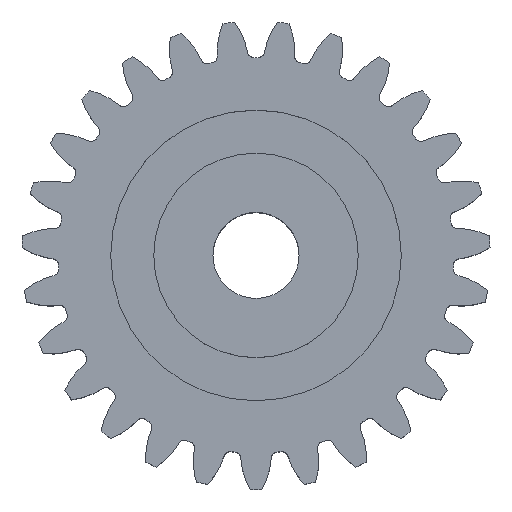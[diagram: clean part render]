
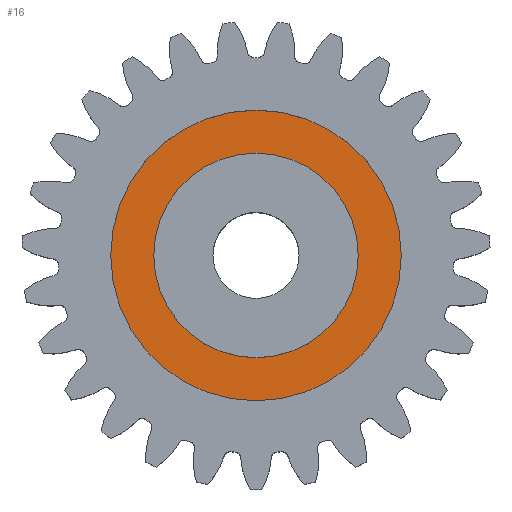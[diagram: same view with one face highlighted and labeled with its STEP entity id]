
A CAD part, top view. The second image highlights one B-rep face of the part: STEP entity #16.
In plain terms, the highlighted planar face has unit normal (0, 0, 1).
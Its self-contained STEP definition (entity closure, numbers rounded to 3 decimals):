
#13 = EDGE_CURVE ( 'NONE', #198, #265, #1826, .T. ) ;
#16 = ADVANCED_FACE ( 'NONE', ( #1877, #1875 ), #1869, .F. ) ;
#32 = ORIENTED_EDGE ( 'NONE', *, *, #267, .T. ) ;
#33 = ORIENTED_EDGE ( 'NONE', *, *, #199, .F. ) ;
#35 = ORIENTED_EDGE ( 'NONE', *, *, #13, .F. ) ;
#74 = ORIENTED_EDGE ( 'NONE', *, *, #76, .T. ) ;
#75 = EDGE_LOOP ( 'NONE', ( #35, #33 ) ) ;
#76 = EDGE_CURVE ( 'NONE', #260, #268, #1751, .T. ) ;
#77 = EDGE_LOOP ( 'NONE', ( #32, #74 ) ) ;
#198 = VERTEX_POINT ( 'NONE', #2137 ) ;
#199 = EDGE_CURVE ( 'NONE', #265, #198, #2143, .T. ) ;
#260 = VERTEX_POINT ( 'NONE', #2398 ) ;
#265 = VERTEX_POINT ( 'NONE', #2413 ) ;
#267 = EDGE_CURVE ( 'NONE', #268, #260, #2450, .T. ) ;
#268 = VERTEX_POINT ( 'NONE', #2445 ) ;
#1748 = DIRECTION ( 'NONE',  ( -1., 0., 0. ) ) ;
#1749 = DIRECTION ( 'NONE',  ( 0., 0., -1. ) ) ;
#1750 = AXIS2_PLACEMENT_3D ( 'NONE', #1918, #1749, #1748 ) ;
#1751 = CIRCLE ( 'NONE', #1750, 9.5 ) ;
#1826 = CIRCLE ( 'NONE', #1878, 13.5 ) ;
#1864 = DIRECTION ( 'NONE',  ( -1., 0., 0. ) ) ;
#1865 = DIRECTION ( 'NONE',  ( 0., 0., -1. ) ) ;
#1869 = PLANE ( 'NONE',  #1876 ) ;
#1870 = DIRECTION ( 'NONE',  ( -1., 0., 0. ) ) ;
#1871 = DIRECTION ( 'NONE',  ( 0., 0., -1. ) ) ;
#1872 = CARTESIAN_POINT ( 'NONE',  ( 0., 0., 8.5 ) ) ;
#1874 = CARTESIAN_POINT ( 'NONE',  ( 0., 0., 8.5 ) ) ;
#1875 = FACE_OUTER_BOUND ( 'NONE', #75, .T. ) ;
#1876 = AXIS2_PLACEMENT_3D ( 'NONE', #1874, #1865, #1864 ) ;
#1877 = FACE_BOUND ( 'NONE', #77, .T. ) ;
#1878 = AXIS2_PLACEMENT_3D ( 'NONE', #1872, #1871, #1870 ) ;
#1918 = CARTESIAN_POINT ( 'NONE',  ( 0., 0., 8.5 ) ) ;
#2123 = DIRECTION ( 'NONE',  ( -1., 0., 0. ) ) ;
#2124 = DIRECTION ( 'NONE',  ( 0., 0., -1. ) ) ;
#2125 = CARTESIAN_POINT ( 'NONE',  ( 0., 0., 8.5 ) ) ;
#2137 = CARTESIAN_POINT ( 'NONE',  ( -13.5, 0., 8.5 ) ) ;
#2140 = AXIS2_PLACEMENT_3D ( 'NONE', #2125, #2124, #2123 ) ;
#2143 = CIRCLE ( 'NONE', #2140, 13.5 ) ;
#2395 = AXIS2_PLACEMENT_3D ( 'NONE', #2443, #2442, #2441 ) ;
#2398 = CARTESIAN_POINT ( 'NONE',  ( 9.5, 0., 8.5 ) ) ;
#2413 = CARTESIAN_POINT ( 'NONE',  ( 13.5, 0., 8.5 ) ) ;
#2441 = DIRECTION ( 'NONE',  ( -1., 0., 0. ) ) ;
#2442 = DIRECTION ( 'NONE',  ( 0., 0., -1. ) ) ;
#2443 = CARTESIAN_POINT ( 'NONE',  ( 0., 0., 8.5 ) ) ;
#2445 = CARTESIAN_POINT ( 'NONE',  ( -9.5, 0., 8.5 ) ) ;
#2450 = CIRCLE ( 'NONE', #2395, 9.5 ) ;
